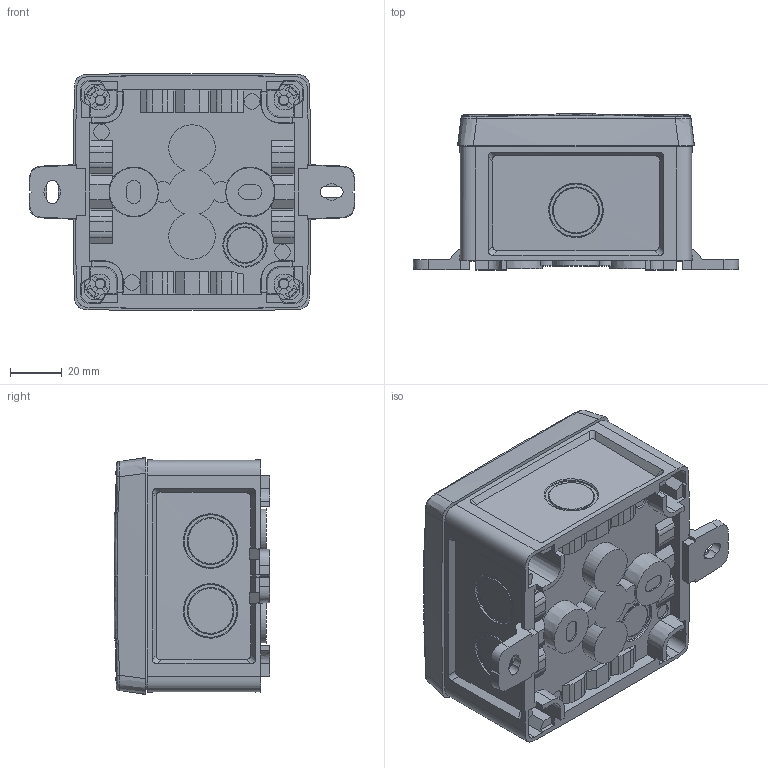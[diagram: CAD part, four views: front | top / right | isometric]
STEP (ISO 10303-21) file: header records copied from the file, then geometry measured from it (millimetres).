
FILE_DESCRIPTION(/* description */ ('STEP AP214'),/* implementation_level */ '2;1');
FILE_NAME(/* name */ '40240101',/* time_stamp */ '2024-12-06T18:50:12+01:00',/* author */ ('License CC BY-ND 4.0'),/* organization */ ('CADENAS'),/* preprocessor_version */ 'ST-DEVELOPER v19.3',/* originating_system */ 'PARTsolutions',/* authorisation */ ' ');
FILE_SCHEMA (('AUTOMOTIVE_DESIGN {1 0 10303 214 3 1 1}'));
Length unit declared in the file: millimetre
Products named in the file (12): 40240101; 40240101_PART1; 40240101_PART2; 40240101_PART3; 40240101_PART4; 40240101_PART5; 40240101_PART6; 40240101_PART7; 40240101_PART8; 40240101_PART9; 40240101_PART10; 40240101_PART11
Assembly tree (14 placements, depth 2):
  40240101
    40240101_PART1  x4
    40240101_PART2
    40240101_PART3
    40240101_PART4
    40240101_PART5
    40240101_PART6
    40240101_PART7
    40240101_PART8
    40240101_PART9
    40240101_PART10
    40240101_PART11
Bounding box: 126 x 60.3 x 91.61 mm (x, y, z)
Volume: 127228.5 mm3; surface area: 106380 mm2
Topology: 14 solids, 14 shells, 1492 faces, 4164 edges, 2745 vertices
Faces by surface type: plane 937, cylinder 224, cone 190, bspline 90, torus 33, sphere 18
Full cylindrical faces by diameter (mm): 1 x4, 1.5 x2, 3.2 x4, 3.56 x2, 4 x8, 4.2 x2, 6 x8, 14 x2, 14.5 x3
Entity records: 52279 total; most frequent: CARTESIAN_POINT 18682, ORIENTED_EDGE 7172, DIRECTION 6596, EDGE_CURVE 3586, VERTEX_POINT 2396, AXIS2_PLACEMENT_3D 2222, LINE 2152, VECTOR 2152
